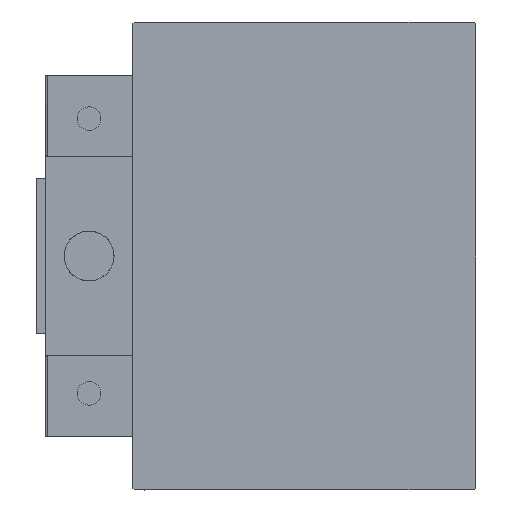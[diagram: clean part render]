
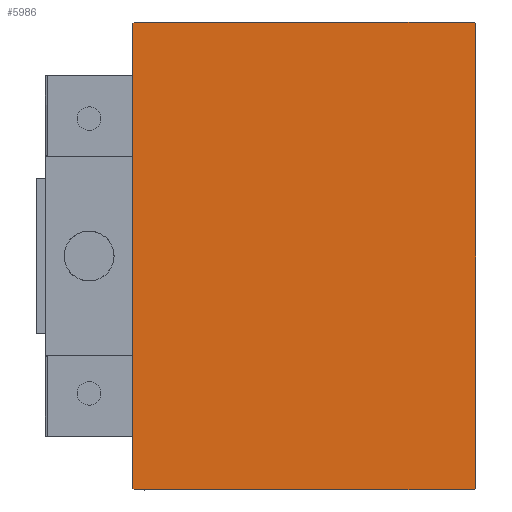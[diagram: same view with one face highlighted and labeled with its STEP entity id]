
A CAD part, left-side view. The second image highlights one B-rep face of the part: STEP entity #5986.
In plain terms, the highlighted face is planar.
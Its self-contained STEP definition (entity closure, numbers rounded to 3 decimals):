
#798 = ORIENTED_EDGE ( 'NONE', *, *, #22426, .T. ) ;
#2935 = EDGE_CURVE ( 'NONE', #19729, #4486, #14568, .T. ) ;
#3888 = CARTESIAN_POINT ( 'NONE',  ( 75., 27.5, -37.5 ) ) ;
#4486 = VERTEX_POINT ( 'NONE', #47368 ) ;
#5807 = LINE ( 'NONE', #24257, #26479 ) ;
#5986 = ADVANCED_FACE ( 'NONE', ( #43642 ), #16678, .T. ) ;
#6148 = ORIENTED_EDGE ( 'NONE', *, *, #6328, .T. ) ;
#6328 = EDGE_CURVE ( 'NONE', #38452, #42557, #44975, .T. ) ;
#7075 = CARTESIAN_POINT ( 'NONE',  ( 75., 32.35, -32.35 ) ) ;
#8357 = LINE ( 'NONE', #3888, #34676 ) ;
#8966 = DIRECTION ( 'NONE',  ( 1., 0., 0. ) ) ;
#9609 = CARTESIAN_POINT ( 'NONE',  ( 75., -27.5, -37.2 ) ) ;
#10844 = DIRECTION ( 'NONE',  ( 0., -0.707, 0.707 ) ) ;
#11155 = DIRECTION ( 'NONE',  ( 0., -1., 0. ) ) ;
#12330 = DIRECTION ( 'NONE',  ( 0., 0., 1. ) ) ;
#13089 = EDGE_LOOP ( 'NONE', ( #798, #6148, #17704, #33761, #43532, #13486, #29676, #27299 ) ) ;
#13403 = EDGE_CURVE ( 'NONE', #42557, #19729, #8357, .T. ) ;
#13486 = ORIENTED_EDGE ( 'NONE', *, *, #33321, .T. ) ;
#14037 = DIRECTION ( 'NONE',  ( 0., 0.707, 0.707 ) ) ;
#14558 = VECTOR ( 'NONE', #11155, 1000. ) ;
#14568 = LINE ( 'NONE', #48514, #39051 ) ;
#15616 = LINE ( 'NONE', #45079, #14558 ) ;
#16678 = PLANE ( 'NONE',  #17021 ) ;
#17021 = AXIS2_PLACEMENT_3D ( 'NONE', #43155, #8966, #20428 ) ;
#17704 = ORIENTED_EDGE ( 'NONE', *, *, #13403, .T. ) ;
#18294 = CARTESIAN_POINT ( 'NONE',  ( 75., 27.2, -37.5 ) ) ;
#19729 = VERTEX_POINT ( 'NONE', #23393 ) ;
#20428 = DIRECTION ( 'NONE',  ( 0., 0., -1. ) ) ;
#21150 = CARTESIAN_POINT ( 'NONE',  ( 75., -27.5, 37.2 ) ) ;
#22426 = EDGE_CURVE ( 'NONE', #34489, #38452, #42296, .T. ) ;
#23393 = CARTESIAN_POINT ( 'NONE',  ( 75., 27.5, 37.2 ) ) ;
#24050 = CARTESIAN_POINT ( 'NONE',  ( 75., -27.5, -37.5 ) ) ;
#24257 = CARTESIAN_POINT ( 'NONE',  ( 75., -32.35, 32.35 ) ) ;
#24434 = EDGE_CURVE ( 'NONE', #35104, #46727, #49308, .T. ) ;
#26327 = CARTESIAN_POINT ( 'NONE',  ( 75., -27.5, 37.5 ) ) ;
#26479 = VECTOR ( 'NONE', #31489, 1000. ) ;
#27069 = DIRECTION ( 'NONE',  ( 0., 0., -1. ) ) ;
#27299 = ORIENTED_EDGE ( 'NONE', *, *, #44323, .T. ) ;
#29676 = ORIENTED_EDGE ( 'NONE', *, *, #24434, .T. ) ;
#29755 = VECTOR ( 'NONE', #14037, 1000. ) ;
#31436 = CARTESIAN_POINT ( 'NONE',  ( 75., -27.2, 37.5 ) ) ;
#31489 = DIRECTION ( 'NONE',  ( 0., -0.707, -0.707 ) ) ;
#31768 = DIRECTION ( 'NONE',  ( 0., 1., 0. ) ) ;
#33321 = EDGE_CURVE ( 'NONE', #43927, #35104, #5807, .T. ) ;
#33761 = ORIENTED_EDGE ( 'NONE', *, *, #2935, .T. ) ;
#34489 = VERTEX_POINT ( 'NONE', #43311 ) ;
#34676 = VECTOR ( 'NONE', #12330, 1000. ) ;
#35104 = VERTEX_POINT ( 'NONE', #21150 ) ;
#35197 = EDGE_CURVE ( 'NONE', #4486, #43927, #15616, .T. ) ;
#35810 = CARTESIAN_POINT ( 'NONE',  ( 75., -32.35, -32.35 ) ) ;
#36057 = DIRECTION ( 'NONE',  ( 0., 0.707, -0.707 ) ) ;
#36572 = VECTOR ( 'NONE', #31768, 1000. ) ;
#36655 = CARTESIAN_POINT ( 'NONE',  ( 75., 27.5, -37.2 ) ) ;
#38452 = VERTEX_POINT ( 'NONE', #18294 ) ;
#39051 = VECTOR ( 'NONE', #10844, 1000. ) ;
#42296 = LINE ( 'NONE', #24050, #36572 ) ;
#42557 = VERTEX_POINT ( 'NONE', #36655 ) ;
#43155 = CARTESIAN_POINT ( 'NONE',  ( 75., 0., 0. ) ) ;
#43311 = CARTESIAN_POINT ( 'NONE',  ( 75., -27.2, -37.5 ) ) ;
#43532 = ORIENTED_EDGE ( 'NONE', *, *, #35197, .T. ) ;
#43642 = FACE_OUTER_BOUND ( 'NONE', #13089, .T. ) ;
#43927 = VERTEX_POINT ( 'NONE', #31436 ) ;
#44323 = EDGE_CURVE ( 'NONE', #46727, #34489, #46809, .T. ) ;
#44975 = LINE ( 'NONE', #7075, #29755 ) ;
#45079 = CARTESIAN_POINT ( 'NONE',  ( 75., 27.5, 37.5 ) ) ;
#46727 = VERTEX_POINT ( 'NONE', #9609 ) ;
#46809 = LINE ( 'NONE', #35810, #49154 ) ;
#46876 = VECTOR ( 'NONE', #27069, 1000. ) ;
#47368 = CARTESIAN_POINT ( 'NONE',  ( 75., 27.2, 37.5 ) ) ;
#48514 = CARTESIAN_POINT ( 'NONE',  ( 75., 32.35, 32.35 ) ) ;
#49154 = VECTOR ( 'NONE', #36057, 1000. ) ;
#49308 = LINE ( 'NONE', #26327, #46876 ) ;
